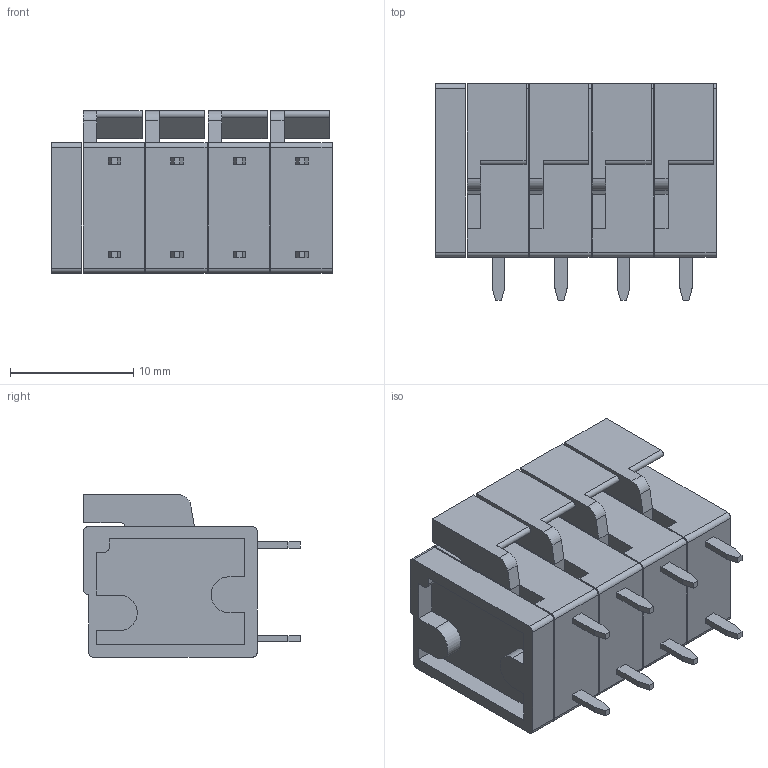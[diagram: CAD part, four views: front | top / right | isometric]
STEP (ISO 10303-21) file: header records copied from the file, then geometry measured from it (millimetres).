
FILE_DESCRIPTION (( 'STEP AP214' ), '1' );
FILE_NAME ('DG142V-4-5.08.STEP', '2019-09-10T22:32:32', ( '砐錪賧瘔蠈錪 Windows' ), ( '' ), 'SwSTEP 2.0', 'SolidWorks 2019', '' );
FILE_SCHEMA (( 'AUTOMOTIVE_DESIGN' ));
Length unit declared in the file: millimetre
Products named in the file (1): DG142V-4-5.08
Bounding box: 22.76 x 17.6 x 13.2 mm (x, y, z)
Volume: 3105.7 mm3; surface area: 3631.4 mm2
Topology: 17 solids, 17 shells, 275 faces, 691 edges, 458 vertices
Faces by surface type: plane 211, cylinder 56, cone 8
Entity records: 9131 total; most frequent: CARTESIAN_POINT 1425, ORIENTED_EDGE 1382, DIRECTION 1363, EDGE_CURVE 691, LINE 571, VECTOR 571, VERTEX_POINT 458, AXIS2_PLACEMENT_3D 396
